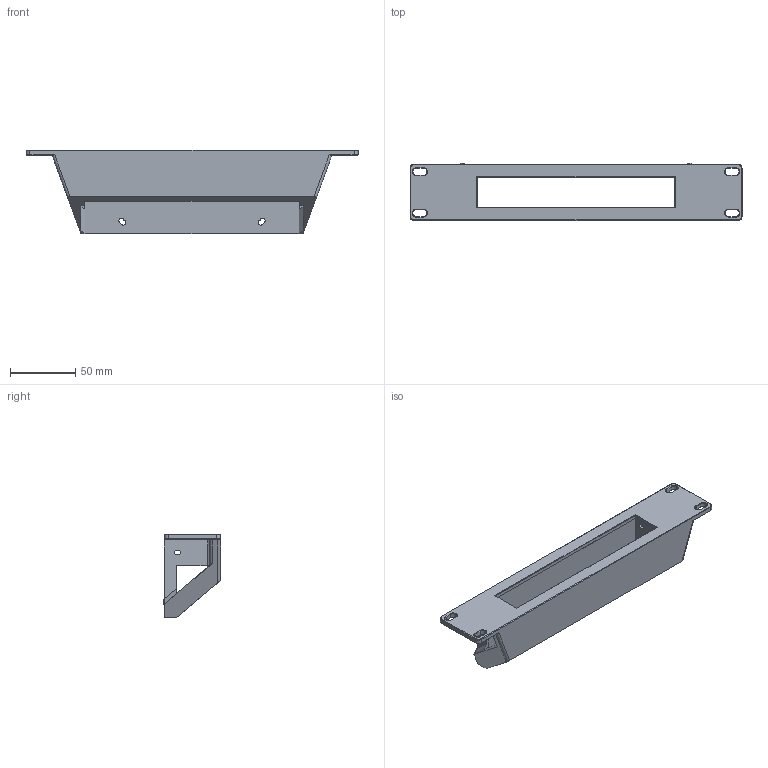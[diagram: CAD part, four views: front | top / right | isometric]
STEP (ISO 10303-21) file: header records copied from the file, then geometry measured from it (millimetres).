
FILE_DESCRIPTION(/* description */ ('STEP AP242','CAx-IF Rec.Pracs.---Representation and Presentation of Product Manufacturing Information (PMI)---4.0---2014-10-13'),/* implementation_level */ '2;1');
FILE_NAME(/* name */ '10 inch rack brackets - ienron hg0402xg (v4~recovered).step',/* time_stamp */ '2025-02-03T19:57:57-05:00',/* author */ (''),/* organization */ (''),/* preprocessor_version */ 'ST-DEVELOPER v20',/* originating_system */ 'Autodesk Translation Framework v13.20.0.188',/* authorisation */ '');
FILE_SCHEMA (('AP242_MANAGED_MODEL_BASED_3D_ENGINEERING_MIM_LF { 1 0 10303 442 1 1 4 }'));
Length unit declared in the file: millimetre
Products named in the file (1): ienron hg0402xg
Bounding box: 254 x 43.73 x 64 mm (x, y, z)
Volume: 119160.3 mm3; surface area: 59102.4 mm2
Topology: 1 solids, 1 shells, 170 faces, 424 edges, 252 vertices
Faces by surface type: plane 104, cone 34, cylinder 26, bspline 6
Entity records: 5104 total; most frequent: CARTESIAN_POINT 997, ORIENTED_EDGE 848, DIRECTION 824, EDGE_CURVE 424, LINE 326, VECTOR 326, VERTEX_POINT 252, AXIS2_PLACEMENT_3D 249
